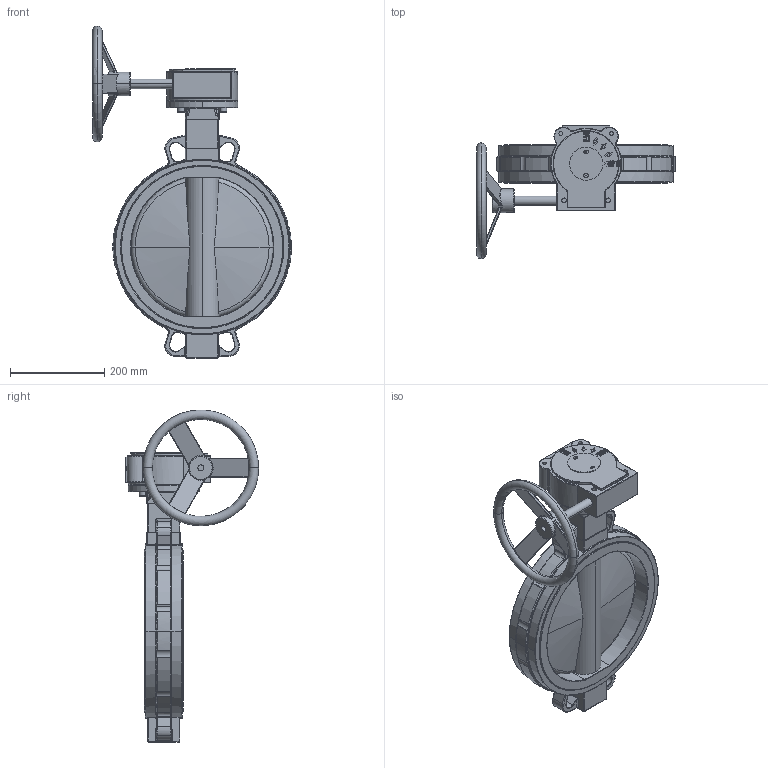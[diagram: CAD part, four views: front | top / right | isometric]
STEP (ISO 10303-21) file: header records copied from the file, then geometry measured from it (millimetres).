
FILE_DESCRIPTION(('HOOPS Exchange Step'),'2;1');
FILE_NAME('AK05_DN300_gear.stp','2025-07-21T08:34:33+02:00',('nieru'),('Unknown organisation'),'HOOPS Exchange 2024.2','HOOPS Exchange','Unknown authorisation');
FILE_SCHEMA( ('AP203_CONFIGURATION_CONTROLLED_3D_DESIGN_OF_MECHANICAL_PARTS_AND_ASSEMBLIES_MIM_LF') );
Length unit declared in the file: millimetre
Products named in the file (2): 0; root
Assembly tree (1 placements, depth 2):
  root
    0
Bounding box: 421 x 282.17 x 703 mm (x, y, z)
Volume: 8216681.3 mm3; surface area: 927518.1 mm2
Topology: 10 solids, 10 shells, 1301 faces, 3186 edges, 1888 vertices
Faces by surface type: plane 363, cylinder 355, bspline 280, torus 232, cone 56, sphere 15
Entity records: 95853 total; most frequent: CARTESIAN_POINT 68862, ORIENTED_EDGE 6228, DIRECTION 4515, EDGE_CURVE 3114, VERTEX_POINT 1888, AXIS2_PLACEMENT_3D 1702, EDGE_LOOP 1390, FACE_BOUND 1390
